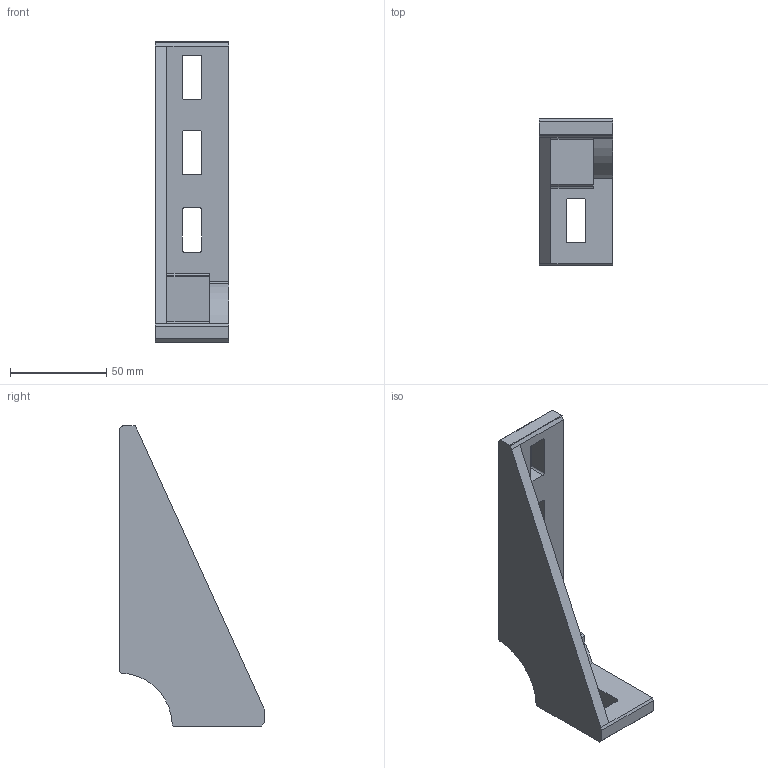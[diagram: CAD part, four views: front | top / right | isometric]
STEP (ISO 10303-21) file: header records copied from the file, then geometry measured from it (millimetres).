
FILE_DESCRIPTION(('STEP AP214'),'1');
FILE_NAME('cctmp_8FFAC64D-6D5E-4B4E-BD83-E1181F9B78A3_2020_1_13_13_14_25_642..stp','2020-01-13T12:14:25',('Bosch Rexroth AG'),('CADClick - www.CADClick.com'),'Spatial InterOp 3D',' ','unknown authorization - (Healing Option Enabled)');
FILE_SCHEMA(('AUTOMOTIVE_DESIGN'));
Length unit declared in the file: millimetre
Products named in the file (1): 2020_01_13__13-14-25-642
Bounding box: 38 x 75.5 x 155.5 mm (x, y, z)
Volume: 93633.2 mm3; surface area: 29533.4 mm2
Topology: 1 solids, 1 shells, 60 faces, 172 edges, 114 vertices
Faces by surface type: plane 36, cylinder 24
Entity records: 2488 total; most frequent: CARTESIAN_POINT 347, ORIENTED_EDGE 344, DIRECTION 342, EDGE_CURVE 172, LINE 124, VECTOR 124, VERTEX_POINT 114, AXIS2_PLACEMENT_3D 109
